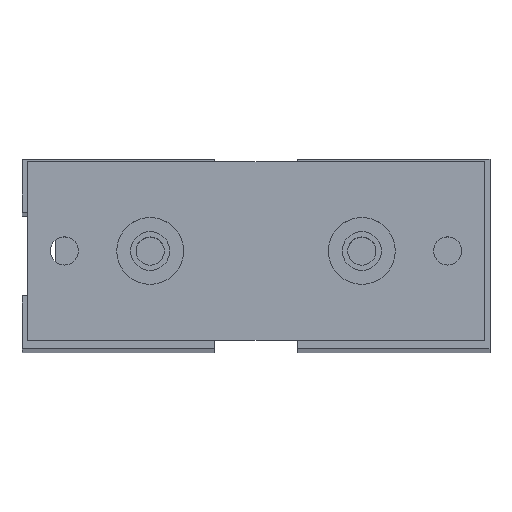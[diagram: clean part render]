
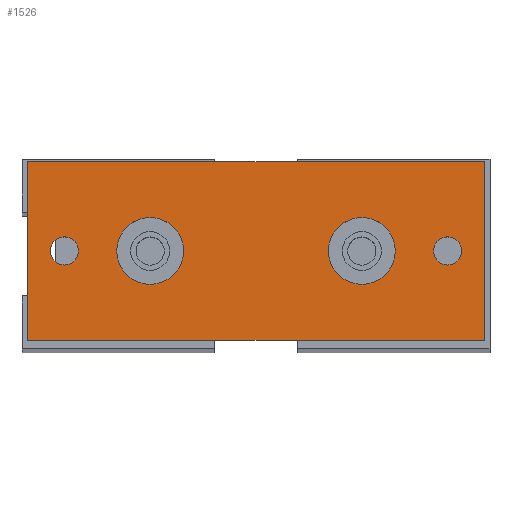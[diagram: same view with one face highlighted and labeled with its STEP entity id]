
A CAD part, top view. The second image highlights one B-rep face of the part: STEP entity #1526.
In plain terms, the highlighted planar face has unit normal (0, 0, 1).
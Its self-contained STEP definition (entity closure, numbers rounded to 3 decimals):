
#65 = EDGE_CURVE ( 'NONE', #1366, #4570, #1952, .T. ) ;
#73 = ORIENTED_EDGE ( 'NONE', *, *, #2179, .F. ) ;
#93 = VERTEX_POINT ( 'NONE', #4651 ) ;
#138 = CARTESIAN_POINT ( 'NONE',  ( 20.5, 8., 174. ) ) ;
#164 = EDGE_LOOP ( 'NONE', ( #1483, #4247 ) ) ;
#197 = CARTESIAN_POINT ( 'NONE',  ( -17.2, 0., 174. ) ) ;
#207 = CARTESIAN_POINT ( 'NONE',  ( 20.5, -8., 174. ) ) ;
#242 = CIRCLE ( 'NONE', #4780, 1.265 ) ;
#249 = CIRCLE ( 'NONE', #5316, 1.265 ) ;
#312 = DIRECTION ( 'NONE',  ( 1., 0., 0. ) ) ;
#442 = ORIENTED_EDGE ( 'NONE', *, *, #5513, .F. ) ;
#458 = VERTEX_POINT ( 'NONE', #790 ) ;
#459 = CARTESIAN_POINT ( 'NONE',  ( -18.465, 0., 174. ) ) ;
#491 = AXIS2_PLACEMENT_3D ( 'NONE', #5278, #1176, #2086 ) ;
#532 = CARTESIAN_POINT ( 'NONE',  ( -12.5, 0., 174. ) ) ;
#633 = DIRECTION ( 'NONE',  ( 0., 0., -1. ) ) ;
#654 = CARTESIAN_POINT ( 'NONE',  ( 9.5, 0., 174. ) ) ;
#665 = CIRCLE ( 'NONE', #5961, 3. ) ;
#720 = VERTEX_POINT ( 'NONE', #900 ) ;
#757 = EDGE_LOOP ( 'NONE', ( #3800, #3187 ) ) ;
#790 = CARTESIAN_POINT ( 'NONE',  ( 18.465, 0., 174. ) ) ;
#793 = DIRECTION ( 'NONE',  ( 1., 0., 0. ) ) ;
#809 = CARTESIAN_POINT ( 'NONE',  ( 9.5, 0., 174. ) ) ;
#813 = CARTESIAN_POINT ( 'NONE',  ( 20.5, -8., 174. ) ) ;
#900 = CARTESIAN_POINT ( 'NONE',  ( 6.5, 0., 174. ) ) ;
#996 = ORIENTED_EDGE ( 'NONE', *, *, #2207, .F. ) ;
#1053 = VERTEX_POINT ( 'NONE', #3234 ) ;
#1058 = FACE_BOUND ( 'NONE', #5553, .T. ) ;
#1131 = AXIS2_PLACEMENT_3D ( 'NONE', #1746, #2613, #1280 ) ;
#1176 = DIRECTION ( 'NONE',  ( 0., 0., 1. ) ) ;
#1228 = VERTEX_POINT ( 'NONE', #1439 ) ;
#1280 = DIRECTION ( 'NONE',  ( 1., 0., 0. ) ) ;
#1337 = LINE ( 'NONE', #2024, #2911 ) ;
#1366 = VERTEX_POINT ( 'NONE', #5645 ) ;
#1439 = CARTESIAN_POINT ( 'NONE',  ( -15.935, 0., 174. ) ) ;
#1479 = AXIS2_PLACEMENT_3D ( 'NONE', #2354, #1931, #5678 ) ;
#1483 = ORIENTED_EDGE ( 'NONE', *, *, #5403, .T. ) ;
#1511 = DIRECTION ( 'NONE',  ( 1., 0., 0. ) ) ;
#1526 = ADVANCED_FACE ( 'NONE', ( #5186, #5841, #4957, #2274, #1058 ), #4717, .T. ) ;
#1551 = ORIENTED_EDGE ( 'NONE', *, *, #65, .F. ) ;
#1600 = ORIENTED_EDGE ( 'NONE', *, *, #2143, .T. ) ;
#1615 = VECTOR ( 'NONE', #5755, 1000. ) ;
#1634 = CIRCLE ( 'NONE', #4350, 1.265 ) ;
#1746 = CARTESIAN_POINT ( 'NONE',  ( -9.5, 0., 174. ) ) ;
#1783 = EDGE_LOOP ( 'NONE', ( #442, #996, #73, #1551 ) ) ;
#1931 = DIRECTION ( 'NONE',  ( 0., 0., -1. ) ) ;
#1952 = LINE ( 'NONE', #4150, #4920 ) ;
#1964 = CARTESIAN_POINT ( 'NONE',  ( -6.5, 0., 174. ) ) ;
#2024 = CARTESIAN_POINT ( 'NONE',  ( 20.5, 8., 174. ) ) ;
#2053 = CARTESIAN_POINT ( 'NONE',  ( -20.5, 8., 174. ) ) ;
#2086 = DIRECTION ( 'NONE',  ( 1., 0., 0. ) ) ;
#2097 = VERTEX_POINT ( 'NONE', #138 ) ;
#2143 = EDGE_CURVE ( 'NONE', #93, #458, #249, .T. ) ;
#2148 = DIRECTION ( 'NONE',  ( -1., 0., 0. ) ) ;
#2179 = EDGE_CURVE ( 'NONE', #4570, #2097, #2841, .T. ) ;
#2192 = VECTOR ( 'NONE', #2148, 1000. ) ;
#2207 = EDGE_CURVE ( 'NONE', #2097, #4557, #1337, .T. ) ;
#2274 = FACE_BOUND ( 'NONE', #757, .T. ) ;
#2287 = DIRECTION ( 'NONE',  ( 0., 1., 0. ) ) ;
#2352 = VERTEX_POINT ( 'NONE', #459 ) ;
#2354 = CARTESIAN_POINT ( 'NONE',  ( 17.2, 0., 174. ) ) ;
#2493 = EDGE_CURVE ( 'NONE', #458, #93, #5966, .T. ) ;
#2613 = DIRECTION ( 'NONE',  ( 0., 0., -1. ) ) ;
#2638 = DIRECTION ( 'NONE',  ( 0., 0., -1. ) ) ;
#2703 = EDGE_CURVE ( 'NONE', #2352, #1228, #242, .T. ) ;
#2841 = LINE ( 'NONE', #2053, #1615 ) ;
#2911 = VECTOR ( 'NONE', #5268, 1000. ) ;
#3139 = DIRECTION ( 'NONE',  ( 1., 0., 0. ) ) ;
#3163 = EDGE_LOOP ( 'NONE', ( #4218, #3572 ) ) ;
#3187 = ORIENTED_EDGE ( 'NONE', *, *, #2703, .T. ) ;
#3234 = CARTESIAN_POINT ( 'NONE',  ( 12.5, 0., 174. ) ) ;
#3416 = DIRECTION ( 'NONE',  ( 0., 0., -1. ) ) ;
#3474 = VERTEX_POINT ( 'NONE', #1964 ) ;
#3483 = DIRECTION ( 'NONE',  ( 0., 0., -1. ) ) ;
#3555 = EDGE_CURVE ( 'NONE', #1053, #720, #665, .T. ) ;
#3572 = ORIENTED_EDGE ( 'NONE', *, *, #5248, .T. ) ;
#3800 = ORIENTED_EDGE ( 'NONE', *, *, #5258, .T. ) ;
#3859 = CARTESIAN_POINT ( 'NONE',  ( -20.5, 8., 174. ) ) ;
#3884 = DIRECTION ( 'NONE',  ( 1., 0., 0. ) ) ;
#3933 = AXIS2_PLACEMENT_3D ( 'NONE', #4881, #5345, #312 ) ;
#4010 = DIRECTION ( 'NONE',  ( 0., 0., -1. ) ) ;
#4150 = CARTESIAN_POINT ( 'NONE',  ( -20.5, -8., 174. ) ) ;
#4218 = ORIENTED_EDGE ( 'NONE', *, *, #3555, .T. ) ;
#4247 = ORIENTED_EDGE ( 'NONE', *, *, #5435, .T. ) ;
#4350 = AXIS2_PLACEMENT_3D ( 'NONE', #197, #633, #1511 ) ;
#4364 = DIRECTION ( 'NONE',  ( 1., 0., 0. ) ) ;
#4460 = CIRCLE ( 'NONE', #3933, 3. ) ;
#4557 = VERTEX_POINT ( 'NONE', #207 ) ;
#4565 = CARTESIAN_POINT ( 'NONE',  ( -17.2, 0., 174. ) ) ;
#4570 = VERTEX_POINT ( 'NONE', #3859 ) ;
#4651 = CARTESIAN_POINT ( 'NONE',  ( 15.935, 0., 174. ) ) ;
#4717 = PLANE ( 'NONE',  #491 ) ;
#4780 = AXIS2_PLACEMENT_3D ( 'NONE', #4565, #2638, #3139 ) ;
#4881 = CARTESIAN_POINT ( 'NONE',  ( -9.5, 0., 174. ) ) ;
#4882 = LINE ( 'NONE', #813, #2192 ) ;
#4920 = VECTOR ( 'NONE', #2287, 1000. ) ;
#4957 = FACE_BOUND ( 'NONE', #3163, .T. ) ;
#4959 = VERTEX_POINT ( 'NONE', #532 ) ;
#5186 = FACE_OUTER_BOUND ( 'NONE', #1783, .T. ) ;
#5248 = EDGE_CURVE ( 'NONE', #720, #1053, #5990, .T. ) ;
#5258 = EDGE_CURVE ( 'NONE', #1228, #2352, #1634, .T. ) ;
#5268 = DIRECTION ( 'NONE',  ( 0., -1., 0. ) ) ;
#5278 = CARTESIAN_POINT ( 'NONE',  ( 0., 0., 174. ) ) ;
#5316 = AXIS2_PLACEMENT_3D ( 'NONE', #5711, #3483, #4364 ) ;
#5345 = DIRECTION ( 'NONE',  ( 0., 0., -1. ) ) ;
#5403 = EDGE_CURVE ( 'NONE', #3474, #4959, #5759, .T. ) ;
#5435 = EDGE_CURVE ( 'NONE', #4959, #3474, #4460, .T. ) ;
#5513 = EDGE_CURVE ( 'NONE', #4557, #1366, #4882, .T. ) ;
#5553 = EDGE_LOOP ( 'NONE', ( #5654, #1600 ) ) ;
#5645 = CARTESIAN_POINT ( 'NONE',  ( -20.5, -8., 174. ) ) ;
#5654 = ORIENTED_EDGE ( 'NONE', *, *, #2493, .T. ) ;
#5678 = DIRECTION ( 'NONE',  ( 1., 0., 0. ) ) ;
#5711 = CARTESIAN_POINT ( 'NONE',  ( 17.2, 0., 174. ) ) ;
#5755 = DIRECTION ( 'NONE',  ( 1., 0., 0. ) ) ;
#5759 = CIRCLE ( 'NONE', #1131, 3. ) ;
#5841 = FACE_BOUND ( 'NONE', #164, .T. ) ;
#5896 = AXIS2_PLACEMENT_3D ( 'NONE', #654, #3416, #3884 ) ;
#5961 = AXIS2_PLACEMENT_3D ( 'NONE', #809, #4010, #793 ) ;
#5966 = CIRCLE ( 'NONE', #1479, 1.265 ) ;
#5990 = CIRCLE ( 'NONE', #5896, 3. ) ;
